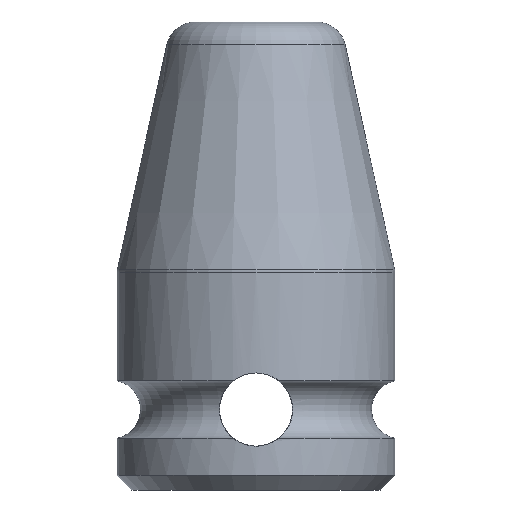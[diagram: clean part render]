
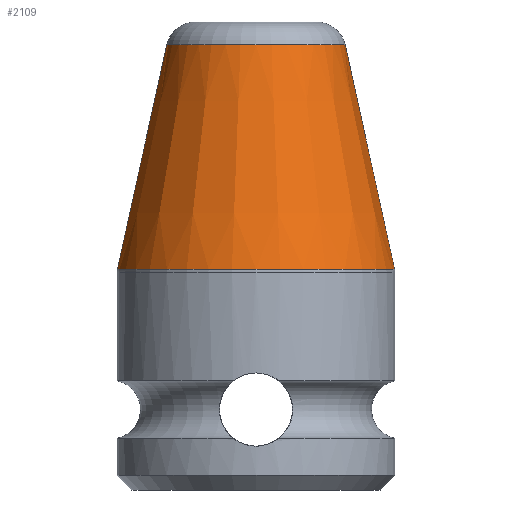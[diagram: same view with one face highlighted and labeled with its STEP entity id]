
A CAD part, left-side view. The second image highlights one B-rep face of the part: STEP entity #2109.
In plain terms, the highlighted conical face has half-angle 12.44 degrees and reference radius 7.786 mm.
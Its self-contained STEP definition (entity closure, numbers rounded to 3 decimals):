
#723=CARTESIAN_POINT('',(0.,0.,15.106));
#724=DIRECTION('',(0.,0.,1.));
#725=DIRECTION('',(0.,1.,0.));
#726=AXIS2_PLACEMENT_3D('',#723,#724,#725);
#731=DIRECTION('',(0.,-0.215,0.977));
#732=VECTOR('',#731,15.693);
#733=CARTESIAN_POINT('',(0.,9.477,15.106));
#734=LINE('',#733,#732);
#738=CARTESIAN_POINT('',(0.,0.,30.431));
#739=DIRECTION('',(0.,0.,1.));
#740=DIRECTION('',(0.,1.,0.));
#741=AXIS2_PLACEMENT_3D('',#738,#739,#740);
#746=DIRECTION('',(0.,0.215,0.977));
#747=VECTOR('',#746,15.693);
#748=CARTESIAN_POINT('',(0.,-9.477,
15.106));
#749=LINE('',#748,#747);
#1630=CARTESIAN_POINT('',(0.,6.096,30.431));
#1631=CARTESIAN_POINT('',(0.,-6.096,30.431));
#1632=VERTEX_POINT('',#1630);
#1633=VERTEX_POINT('',#1631);
#1634=CARTESIAN_POINT('',(0.,9.477,15.106));
#1635=CARTESIAN_POINT('',(0.,-9.477,15.106));
#1636=VERTEX_POINT('',#1634);
#1637=VERTEX_POINT('',#1635);
#2096=CARTESIAN_POINT('',(0.,0.,22.769));
#2097=DIRECTION('',(0.,0.,-1.));
#2098=DIRECTION('',(0.,-1.,0.));
#2099=AXIS2_PLACEMENT_3D('',#2096,#2097,#2098);
#2100=CONICAL_SURFACE('',#2099,7.786,12.44);
#2102=ORIENTED_EDGE('',*,*,#2101,.F.);
#2103=ORIENTED_EDGE('',*,*,#2091,.T.);
#2105=ORIENTED_EDGE('',*,*,#2104,.T.);
#2106=ORIENTED_EDGE('',*,*,#2087,.F.);
#2107=EDGE_LOOP('',(#2102,#2103,#2105,#2106));
#2108=FACE_OUTER_BOUND('',#2107,.F.);
#2109=ADVANCED_FACE('',(#2108),#2100,.T.);
#727=CIRCLE('',#726,9.477);
#742=CIRCLE('',#741,6.096);
#2087=EDGE_CURVE('',#1637,#1633,#749,.T.);
#2091=EDGE_CURVE('',#1636,#1632,#734,.T.);
#2101=EDGE_CURVE('',#1636,#1637,#727,.T.);
#2104=EDGE_CURVE('',#1632,#1633,#742,.T.);
